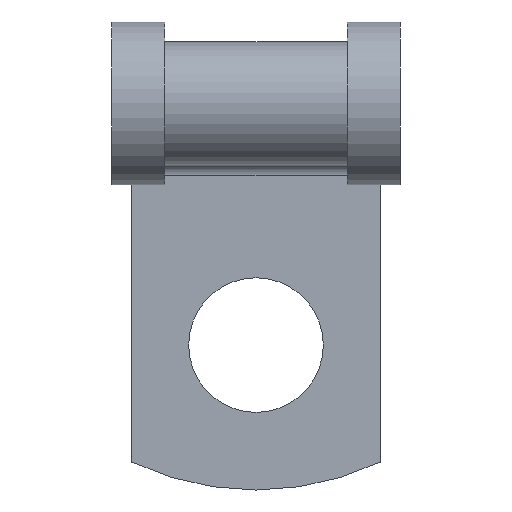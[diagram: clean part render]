
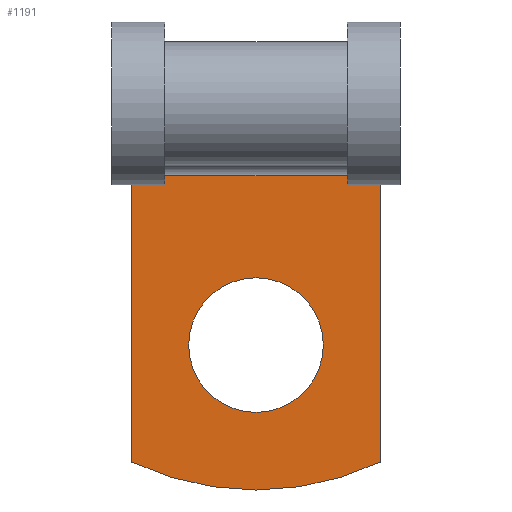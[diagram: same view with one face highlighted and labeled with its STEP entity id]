
A CAD part, left-side view. The second image highlights one B-rep face of the part: STEP entity #1191.
In plain terms, the highlighted planar face has unit normal (-1, 0, 0).
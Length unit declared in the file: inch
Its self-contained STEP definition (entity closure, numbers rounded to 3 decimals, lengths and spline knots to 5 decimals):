
#140 = DIRECTION ( 'NONE',  ( 1., 0., 0. ) ) ;
#153 = DIRECTION ( 'NONE',  ( -1., 0., 0. ) ) ;
#159 = LINE ( 'NONE', #1629, #1542 ) ;
#167 = CIRCLE ( 'NONE', #715, 0.203 ) ;
#170 = ORIENTED_EDGE ( 'NONE', *, *, #276, .T. ) ;
#173 = AXIS2_PLACEMENT_3D ( 'NONE', #678, #1619, #806 ) ;
#194 = EDGE_CURVE ( 'NONE', #417, #1226, #1264, .T. ) ;
#260 = CARTESIAN_POINT ( 'NONE',  ( 0.12014, -0.375, -0.2175 ) ) ;
#276 = EDGE_CURVE ( 'NONE', #417, #745, #977, .T. ) ;
#291 = DIRECTION ( 'NONE',  ( -1., 0., 0. ) ) ;
#303 = CARTESIAN_POINT ( 'NONE',  ( 0.12014, 0., -0.526 ) ) ;
#316 = VERTEX_POINT ( 'NONE', #1214 ) ;
#332 = CARTESIAN_POINT ( 'NONE',  ( 0.12014, -0.375, -1.08157 ) ) ;
#339 = EDGE_CURVE ( 'NONE', #1282, #316, #650, .T. ) ;
#369 = CARTESIAN_POINT ( 'NONE',  ( 0.12014, 0.375, -1.166 ) ) ;
#378 = EDGE_CURVE ( 'NONE', #316, #1282, #167, .T. ) ;
#417 = VERTEX_POINT ( 'NONE', #1499 ) ;
#421 = EDGE_LOOP ( 'NONE', ( #170, #1114, #956, #1018 ) ) ;
#484 = ORIENTED_EDGE ( 'NONE', *, *, #378, .F. ) ;
#542 = PLANE ( 'NONE',  #1386 ) ;
#595 = LINE ( 'NONE', #1259, #917 ) ;
#650 = CIRCLE ( 'NONE', #1737, 0.203 ) ;
#678 = CARTESIAN_POINT ( 'NONE',  ( 0.12014, 0., -0.291 ) ) ;
#715 = AXIS2_PLACEMENT_3D ( 'NONE', #969, #153, #1098 ) ;
#745 = VERTEX_POINT ( 'NONE', #332 ) ;
#766 = ORIENTED_EDGE ( 'NONE', *, *, #339, .F. ) ;
#806 = DIRECTION ( 'NONE',  ( 0., 0., 1. ) ) ;
#888 = EDGE_LOOP ( 'NONE', ( #766, #484 ) ) ;
#917 = VECTOR ( 'NONE', #1384, 39.37008 ) ;
#956 = ORIENTED_EDGE ( 'NONE', *, *, #1286, .F. ) ;
#963 = CARTESIAN_POINT ( 'NONE',  ( 0.12014, 0.375, -0.2175 ) ) ;
#969 = CARTESIAN_POINT ( 'NONE',  ( 0.12014, 0., -0.729 ) ) ;
#977 = CIRCLE ( 'NONE', #173, 0.875 ) ;
#1018 = ORIENTED_EDGE ( 'NONE', *, *, #194, .F. ) ;
#1042 = VERTEX_POINT ( 'NONE', #260 ) ;
#1088 = DIRECTION ( 'NONE',  ( 0., 0., -1. ) ) ;
#1089 = CARTESIAN_POINT ( 'NONE',  ( 0.12014, 0., -0.729 ) ) ;
#1098 = DIRECTION ( 'NONE',  ( 0., 0., 1. ) ) ;
#1114 = ORIENTED_EDGE ( 'NONE', *, *, #1497, .T. ) ;
#1191 = ADVANCED_FACE ( 'NONE', ( #1395, #1354 ), #542, .F. ) ;
#1214 = CARTESIAN_POINT ( 'NONE',  ( 0.12014, 0., -0.932 ) ) ;
#1220 = DIRECTION ( 'NONE',  ( 0., 0., 1. ) ) ;
#1226 = VERTEX_POINT ( 'NONE', #963 ) ;
#1259 = CARTESIAN_POINT ( 'NONE',  ( 0.12014, -0.375, -1.166 ) ) ;
#1264 = LINE ( 'NONE', #369, #1578 ) ;
#1282 = VERTEX_POINT ( 'NONE', #303 ) ;
#1286 = EDGE_CURVE ( 'NONE', #1226, #1042, #159, .T. ) ;
#1354 = FACE_OUTER_BOUND ( 'NONE', #421, .T. ) ;
#1384 = DIRECTION ( 'NONE',  ( 0., 0., 1. ) ) ;
#1386 = AXIS2_PLACEMENT_3D ( 'NONE', #1624, #140, #1088 ) ;
#1395 = FACE_BOUND ( 'NONE', #888, .T. ) ;
#1493 = DIRECTION ( 'NONE',  ( 0., -1., 0. ) ) ;
#1497 = EDGE_CURVE ( 'NONE', #745, #1042, #595, .T. ) ;
#1499 = CARTESIAN_POINT ( 'NONE',  ( 0.12014, 0.375, -1.08157 ) ) ;
#1542 = VECTOR ( 'NONE', #1493, 39.37008 ) ;
#1578 = VECTOR ( 'NONE', #1701, 39.37008 ) ;
#1619 = DIRECTION ( 'NONE',  ( -1., 0., 0. ) ) ;
#1624 = CARTESIAN_POINT ( 'NONE',  ( 0.12014, 0.375, -1.166 ) ) ;
#1629 = CARTESIAN_POINT ( 'NONE',  ( 0.12014, 0.375, -0.2175 ) ) ;
#1701 = DIRECTION ( 'NONE',  ( 0., 0., 1. ) ) ;
#1737 = AXIS2_PLACEMENT_3D ( 'NONE', #1089, #291, #1220 ) ;
